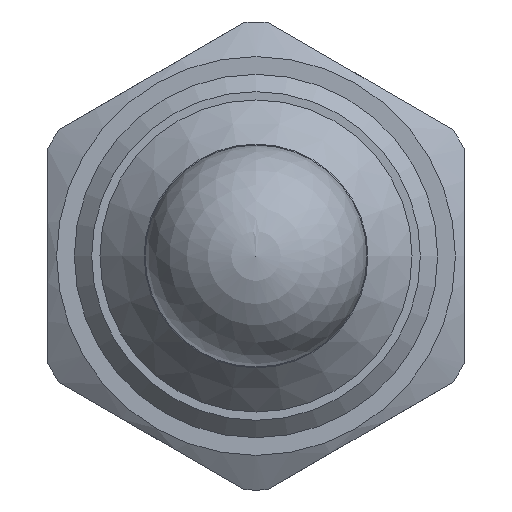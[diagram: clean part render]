
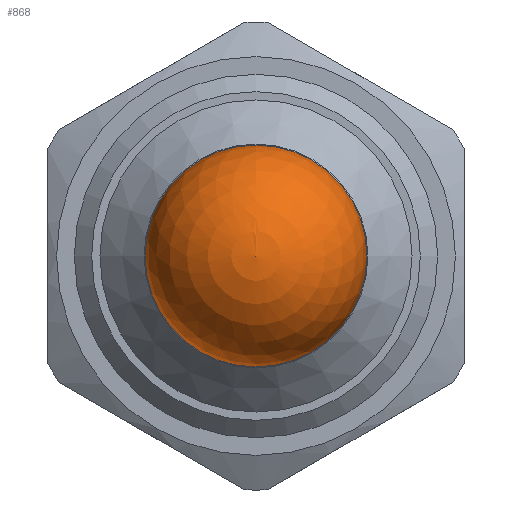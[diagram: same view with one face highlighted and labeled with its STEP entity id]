
A CAD part, front view. The second image highlights one B-rep face of the part: STEP entity #868.
In plain terms, the highlighted spherical face has radius 6.4 mm.
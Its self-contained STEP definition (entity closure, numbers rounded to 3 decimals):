
#19=SPHERICAL_SURFACE('',#997,6.4);
#113=FACE_OUTER_BOUND('',#175,.T.);
#175=EDGE_LOOP('',(#725,#726,#727,#728));
#309=CIRCLE('',#998,6.4);
#310=CIRCLE('',#999,6.4);
#311=CIRCLE('',#1000,6.4);
#391=VERTEX_POINT('',#1537);
#392=VERTEX_POINT('',#1538);
#393=VERTEX_POINT('',#1541);
#504=EDGE_CURVE('',#391,#392,#309,.T.);
#505=EDGE_CURVE('',#392,#391,#310,.T.);
#506=EDGE_CURVE('',#392,#393,#311,.T.);
#725=ORIENTED_EDGE('',*,*,#504,.F.);
#726=ORIENTED_EDGE('',*,*,#505,.F.);
#727=ORIENTED_EDGE('',*,*,#506,.T.);
#728=ORIENTED_EDGE('',*,*,#506,.F.);
#868=ADVANCED_FACE('',(#113),#19,.T.);
#997=AXIS2_PLACEMENT_3D('',#1536,#1253,#1254);
#998=AXIS2_PLACEMENT_3D('',#1539,#1255,#1256);
#999=AXIS2_PLACEMENT_3D('',#1540,#1257,#1258);
#1000=AXIS2_PLACEMENT_3D('',#1542,#1259,#1260);
#1253=DIRECTION('center_axis',(0.,1.,0.));
#1254=DIRECTION('ref_axis',(0.,0.,-1.));
#1255=DIRECTION('center_axis',(0.,1.,0.));
#1256=DIRECTION('ref_axis',(1.,0.,0.));
#1257=DIRECTION('center_axis',(0.,1.,0.));
#1258=DIRECTION('ref_axis',(1.,0.,0.));
#1259=DIRECTION('center_axis',(1.,0.,0.));
#1260=DIRECTION('ref_axis',(0.,0.,1.));
#1536=CARTESIAN_POINT('Origin',(0.,-7.4,0.));
#1537=CARTESIAN_POINT('',(-6.4,-7.4,0.));
#1538=CARTESIAN_POINT('',(0.,-7.4,6.4));
#1539=CARTESIAN_POINT('Origin',(0.,-7.4,0.));
#1540=CARTESIAN_POINT('Origin',(0.,-7.4,0.));
#1541=CARTESIAN_POINT('',(0.,-13.8,0.));
#1542=CARTESIAN_POINT('Origin',(0.,-7.4,0.));
